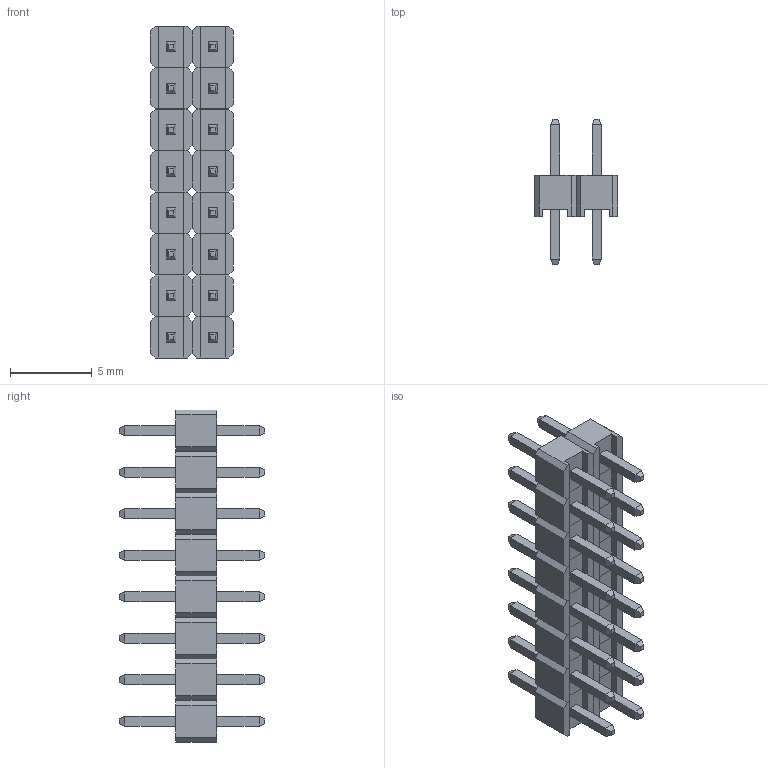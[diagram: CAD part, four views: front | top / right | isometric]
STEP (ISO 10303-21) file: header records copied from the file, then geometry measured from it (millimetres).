
FILE_DESCRIPTION (( 'STEP AP214' ), '1' );
FILE_NAME ('Pin Header Header 16 Way.STEP', '2025-06-30T14:09:45', ( '' ), ( '' ), 'SwSTEP 2.0', 'SolidWorks 2025', '' );
FILE_SCHEMA (( 'AUTOMOTIVE_DESIGN' ));
Length unit declared in the file: millimetre
Products named in the file (1): Pin Header Header 16 Way
Bounding box: 5.08 x 8.88 x 20.32 mm (x, y, z)
Volume: 259.6 mm3; surface area: 837.3 mm2
Topology: 16 solids, 16 shells, 512 faces, 1216 edges, 768 vertices
Faces by surface type: plane 512
Entity records: 20066 total; most frequent: CARTESIAN_POINT 2497, ORIENTED_EDGE 2432, DIRECTION 2242, VECTOR 1216, EDGE_CURVE 1216, LINE 1216, VERTEX_POINT 768, EDGE_LOOP 544
